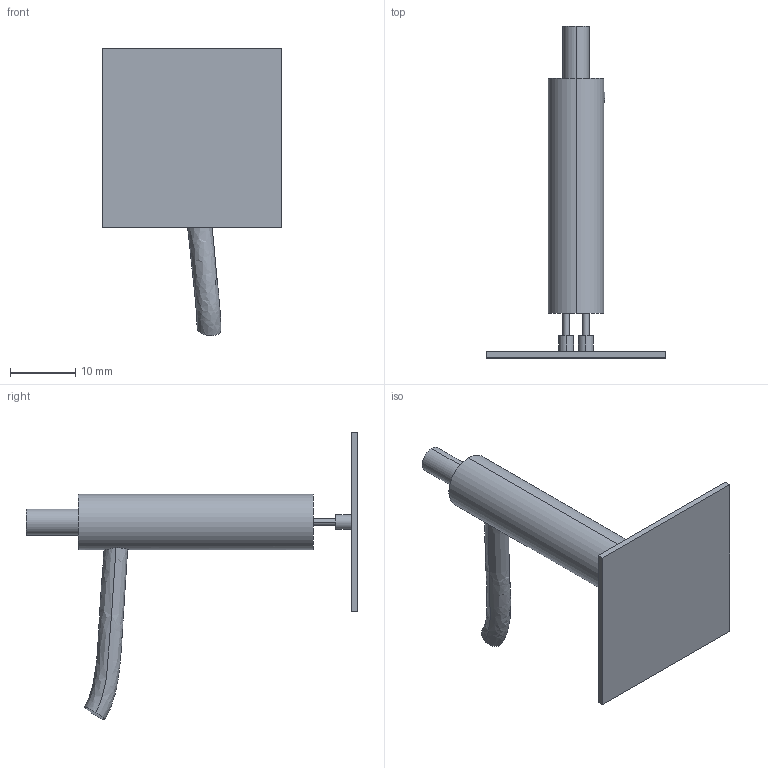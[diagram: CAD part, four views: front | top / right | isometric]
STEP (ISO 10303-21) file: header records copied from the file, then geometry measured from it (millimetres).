
FILE_DESCRIPTION (( 'STEP AP214' ), '1' );
FILE_NAME ('INGUN_32630.STEP', '2024-11-06T09:35:50', ( '' ), ( '' ), 'SwSTEP 2.0', 'SolidWorks 2023', '' );
FILE_SCHEMA (( 'AUTOMOTIVE_DESIGN' ));
Length unit declared in the file: millimetre
Products named in the file (3): 108704~0_Captor20 27,5x27,5 (33528); INGUN_32630; ElectroScanProbe~0_Escan-Probe-20
Assembly tree (2 placements, depth 2):
  INGUN_32630
    ElectroScanProbe~0_Escan-Probe-20
    108704~0_Captor20 27,5x27,5 (33528)
Bounding box: 27.5 x 50.8 x 43.99 mm (x, y, z)
Volume: 3135.5 mm3; surface area: 3389.8 mm2
Topology: 4 solids, 4 shells, 42 faces, 103 edges, 65 vertices
Faces by surface type: cylinder 16, plane 15, cone 5, sphere 4, bspline 2
Entity records: 1536 total; most frequent: CARTESIAN_POINT 512, DIRECTION 204, ORIENTED_EDGE 180, EDGE_CURVE 90, AXIS2_PLACEMENT_3D 85, VERTEX_POINT 59, EDGE_LOOP 47, ADVANCED_FACE 42
